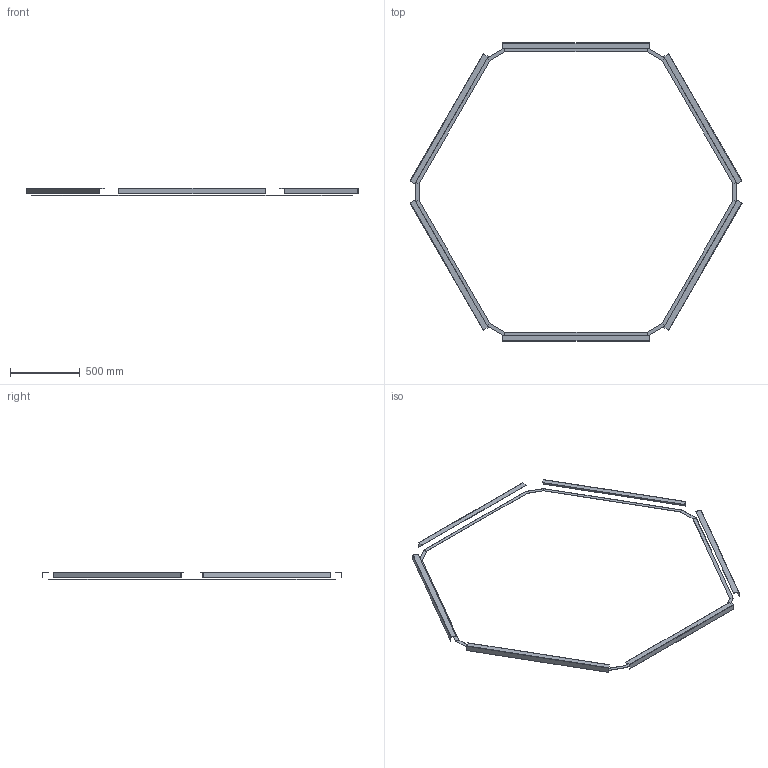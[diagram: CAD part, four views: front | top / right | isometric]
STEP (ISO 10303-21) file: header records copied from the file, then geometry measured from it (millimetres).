
FILE_DESCRIPTION (( 'STEP AP203' ), '1' );
FILE_NAME ('PART14^CELL V02 CAP_REV_.step', '2025-08-17T03:58:19', ( '' ), ( '' ), 'SwSTEP 2.0', 'SolidWorks 2024', '' );
FILE_SCHEMA (( 'CONFIG_CONTROL_DESIGN' ));
Length unit declared in the file: millimetre
Products named in the file (1): PART14^CELL V02 CAP_REV_
Bounding box: 2373.05 x 2133.94 x 52 mm (x, y, z)
Volume: 666350.1 mm3; surface area: 1360678.2 mm2
Topology: 18 solids, 18 shells, 156 faces, 312 edges, 192 vertices
Faces by surface type: plane 144, cylinder 12
Entity records: 3959 total; most frequent: CARTESIAN_POINT 661, DIRECTION 650, ORIENTED_EDGE 624, EDGE_CURVE 312, VECTOR 288, LINE 288, VERTEX_POINT 192, AXIS2_PLACEMENT_3D 181
